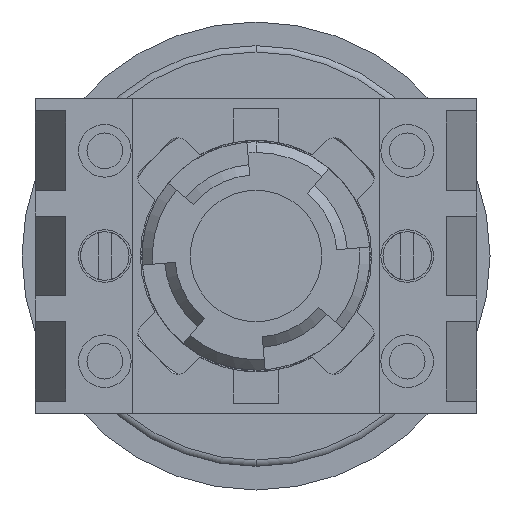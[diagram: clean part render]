
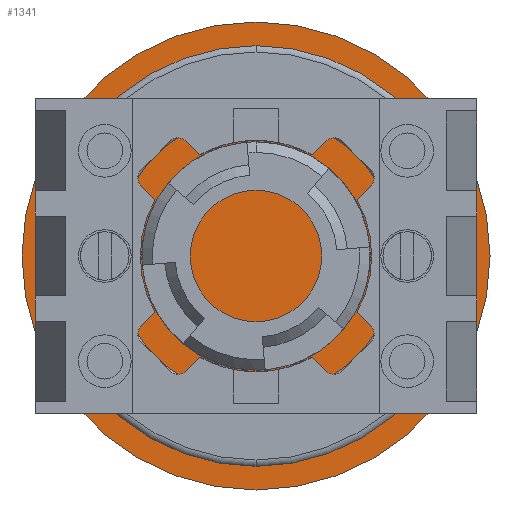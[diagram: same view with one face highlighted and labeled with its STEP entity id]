
A CAD part, front view. The second image highlights one B-rep face of the part: STEP entity #1341.
In plain terms, the highlighted planar face has unit normal (0, -1, 0).
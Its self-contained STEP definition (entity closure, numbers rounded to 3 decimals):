
#268 = DIRECTION ( 'NONE',  ( 0., 0., 1. ) ) ;
#522 = AXIS2_PLACEMENT_3D ( 'NONE', #6446, #3361, #268 ) ;
#662 = EDGE_CURVE ( 'NONE', #900, #2205, #5555, .T. ) ;
#692 = CARTESIAN_POINT ( 'NONE',  ( -22.25, 80., 0. ) ) ;
#900 = VERTEX_POINT ( 'NONE', #5450 ) ;
#1201 = DIRECTION ( 'NONE',  ( 0., 0., -1. ) ) ;
#1341 = ADVANCED_FACE ( 'NONE', ( #4722 ), #3778, .T. ) ;
#1765 = CARTESIAN_POINT ( 'NONE',  ( 0., 80., 0. ) ) ;
#1873 = ORIENTED_EDGE ( 'NONE', *, *, #6460, .F. ) ;
#2205 = VERTEX_POINT ( 'NONE', #3737 ) ;
#2251 = EDGE_LOOP ( 'NONE', ( #5704, #1873 ) ) ;
#2292 = DIRECTION ( 'NONE',  ( 0., 0., 1. ) ) ;
#3361 = DIRECTION ( 'NONE',  ( 0., 1., 0. ) ) ;
#3456 = AXIS2_PLACEMENT_3D ( 'NONE', #692, #4273, #1201 ) ;
#3687 = AXIS2_PLACEMENT_3D ( 'NONE', #1765, #5357, #2292 ) ;
#3737 = CARTESIAN_POINT ( 'NONE',  ( 0., 80., -22.25 ) ) ;
#3778 = PLANE ( 'NONE',  #3456 ) ;
#4273 = DIRECTION ( 'NONE',  ( 0., -1., 0. ) ) ;
#4722 = FACE_OUTER_BOUND ( 'NONE', #2251, .T. ) ;
#5357 = DIRECTION ( 'NONE',  ( 0., 1., 0. ) ) ;
#5450 = CARTESIAN_POINT ( 'NONE',  ( 0., 80., 22.25 ) ) ;
#5555 = CIRCLE ( 'NONE', #3687, 22.25 ) ;
#5704 = ORIENTED_EDGE ( 'NONE', *, *, #662, .F. ) ;
#6446 = CARTESIAN_POINT ( 'NONE',  ( 0., 80., 0. ) ) ;
#6460 = EDGE_CURVE ( 'NONE', #2205, #900, #6480, .T. ) ;
#6480 = CIRCLE ( 'NONE', #522, 22.25 ) ;
